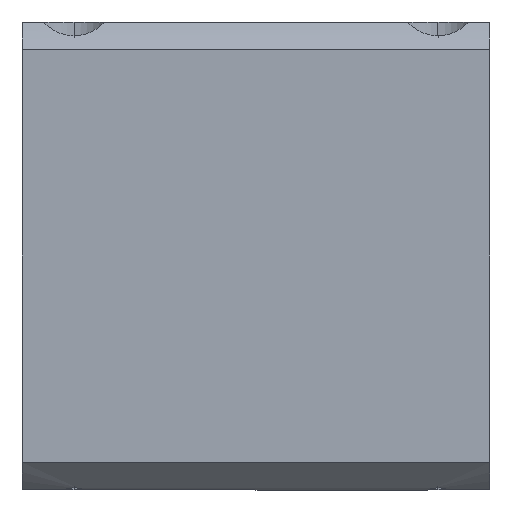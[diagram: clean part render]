
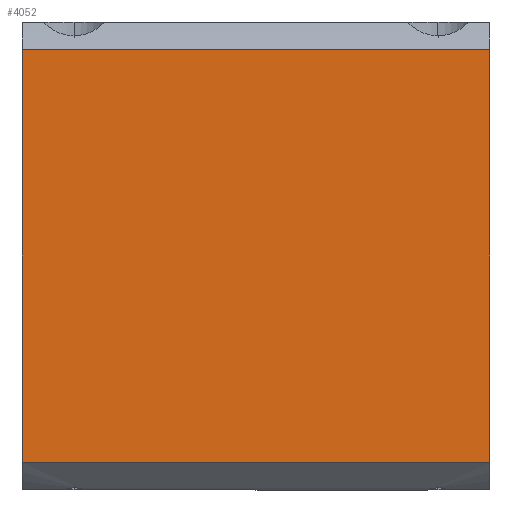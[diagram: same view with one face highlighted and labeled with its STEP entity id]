
A CAD part, left-side view. The second image highlights one B-rep face of the part: STEP entity #4052.
In plain terms, the highlighted planar face has unit normal (-1, 0, 0).
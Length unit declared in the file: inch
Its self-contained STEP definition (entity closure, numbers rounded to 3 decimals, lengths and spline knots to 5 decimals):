
#1691 = DIRECTION ( 'NONE',  ( 0., 0., 1. ) ) ;
#1742 = LINE ( 'NONE', #15908, #5602 ) ;
#2640 = ORIENTED_EDGE ( 'NONE', *, *, #4761, .T. ) ;
#2801 = CARTESIAN_POINT ( 'NONE',  ( -1.125, 1.125, -0.99216 ) ) ;
#2841 = DIRECTION ( 'NONE',  ( 0., 1., 0. ) ) ;
#2988 = CARTESIAN_POINT ( 'NONE',  ( -1.125, -1.125, 0.99216 ) ) ;
#3144 = ORIENTED_EDGE ( 'NONE', *, *, #4833, .T. ) ;
#3163 = CARTESIAN_POINT ( 'NONE',  ( -1.125, -1.125, 0.99216 ) ) ;
#4052 = ADVANCED_FACE ( 'NONE', ( #12925 ), #11976, .T. ) ;
#4761 = EDGE_CURVE ( 'NONE', #17339, #14983, #14536, .T. ) ;
#4797 = EDGE_CURVE ( 'NONE', #15606, #14983, #1742, .T. ) ;
#4828 = EDGE_CURVE ( 'NONE', #15193, #15606, #9442, .T. ) ;
#4833 = EDGE_CURVE ( 'NONE', #15193, #17339, #13625, .T. ) ;
#5077 = VECTOR ( 'NONE', #19063, 39.37008 ) ;
#5602 = VECTOR ( 'NONE', #9779, 39.37008 ) ;
#6110 = VECTOR ( 'NONE', #2841, 39.37008 ) ;
#8191 = CARTESIAN_POINT ( 'NONE',  ( -1.125, -1.125, -0.99216 ) ) ;
#9084 = ORIENTED_EDGE ( 'NONE', *, *, #4797, .F. ) ;
#9163 = CARTESIAN_POINT ( 'NONE',  ( -1.125, -1.125, -0.99216 ) ) ;
#9434 = CARTESIAN_POINT ( 'NONE',  ( -1.125, 1.125, 0.99216 ) ) ;
#9442 = LINE ( 'NONE', #17517, #5077 ) ;
#9779 = DIRECTION ( 'NONE',  ( 0., 0., 1. ) ) ;
#10419 = EDGE_LOOP ( 'NONE', ( #9084, #12323, #3144, #2640 ) ) ;
#11976 = PLANE ( 'NONE',  #16597 ) ;
#12323 = ORIENTED_EDGE ( 'NONE', *, *, #4828, .F. ) ;
#12925 = FACE_OUTER_BOUND ( 'NONE', #10419, .T. ) ;
#12995 = DIRECTION ( 'NONE',  ( -1., 0., 0. ) ) ;
#13606 = DIRECTION ( 'NONE',  ( 0., 0., 1. ) ) ;
#13625 = LINE ( 'NONE', #8191, #17163 ) ;
#14536 = LINE ( 'NONE', #2988, #6110 ) ;
#14983 = VERTEX_POINT ( 'NONE', #9434 ) ;
#15193 = VERTEX_POINT ( 'NONE', #17776 ) ;
#15606 = VERTEX_POINT ( 'NONE', #2801 ) ;
#15908 = CARTESIAN_POINT ( 'NONE',  ( -1.125, 1.125, -0.99216 ) ) ;
#16597 = AXIS2_PLACEMENT_3D ( 'NONE', #9163, #12995, #13606 ) ;
#17163 = VECTOR ( 'NONE', #1691, 39.37008 ) ;
#17339 = VERTEX_POINT ( 'NONE', #3163 ) ;
#17517 = CARTESIAN_POINT ( 'NONE',  ( -1.125, -1.125, -0.99216 ) ) ;
#17776 = CARTESIAN_POINT ( 'NONE',  ( -1.125, -1.125, -0.99216 ) ) ;
#19063 = DIRECTION ( 'NONE',  ( 0., 1., 0. ) ) ;
